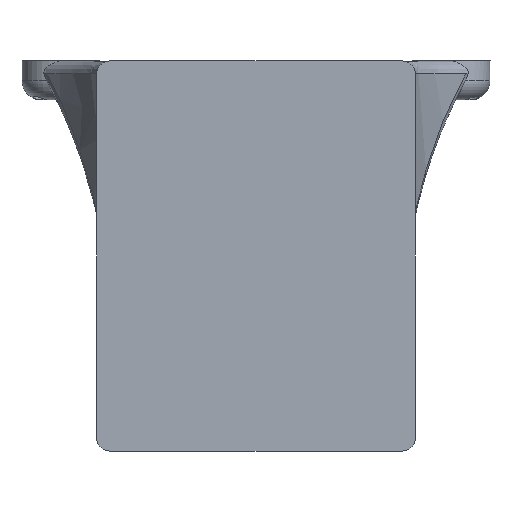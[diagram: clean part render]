
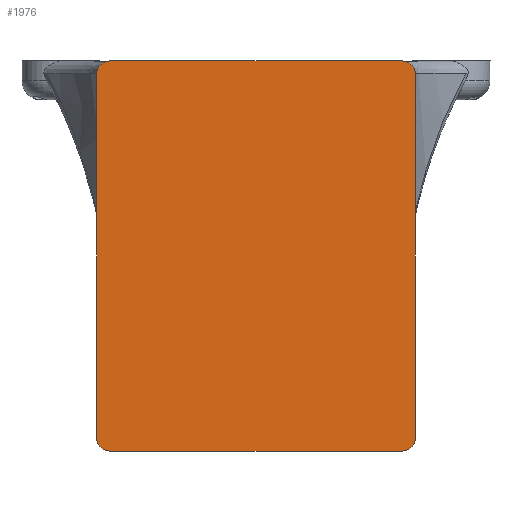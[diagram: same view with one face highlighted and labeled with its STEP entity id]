
A CAD part, front view. The second image highlights one B-rep face of the part: STEP entity #1976.
In plain terms, the highlighted planar face has unit normal (0, -1, 0).
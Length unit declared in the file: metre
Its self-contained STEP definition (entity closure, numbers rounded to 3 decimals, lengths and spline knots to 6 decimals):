
#75=LINE('',#4260,#155);
#76=LINE('',#4265,#156);
#77=LINE('',#4269,#157);
#78=LINE('',#4273,#158);
#155=VECTOR('',#2757,1.);
#156=VECTOR('',#2760,1.);
#157=VECTOR('',#2763,1.);
#158=VECTOR('',#2766,1.);
#333=PLANE('',#2314);
#696=ORIENTED_EDGE('',*,*,#1080,.F.);
#697=ORIENTED_EDGE('',*,*,#1081,.T.);
#698=ORIENTED_EDGE('',*,*,#1082,.T.);
#699=ORIENTED_EDGE('',*,*,#1083,.T.);
#700=ORIENTED_EDGE('',*,*,#1084,.T.);
#701=ORIENTED_EDGE('',*,*,#1085,.T.);
#702=ORIENTED_EDGE('',*,*,#1086,.F.);
#703=ORIENTED_EDGE('',*,*,#1087,.T.);
#1080=EDGE_CURVE('',#1303,#1304,#75,.T.);
#1081=EDGE_CURVE('',#1303,#1305,#1426,.T.);
#1082=EDGE_CURVE('',#1305,#1306,#76,.T.);
#1083=EDGE_CURVE('',#1306,#1307,#1427,.T.);
#1084=EDGE_CURVE('',#1307,#1308,#77,.T.);
#1085=EDGE_CURVE('',#1308,#1309,#1428,.T.);
#1086=EDGE_CURVE('',#1310,#1309,#78,.T.);
#1087=EDGE_CURVE('',#1310,#1304,#1429,.T.);
#1303=VERTEX_POINT('',#4261);
#1304=VERTEX_POINT('',#4262);
#1305=VERTEX_POINT('',#4264);
#1306=VERTEX_POINT('',#4266);
#1307=VERTEX_POINT('',#4268);
#1308=VERTEX_POINT('',#4270);
#1309=VERTEX_POINT('',#4272);
#1310=VERTEX_POINT('',#4274);
#1426=CIRCLE('',#2315,0.002);
#1427=CIRCLE('',#2316,0.002);
#1428=CIRCLE('',#2317,0.002);
#1429=CIRCLE('',#2318,0.002);
#1587=EDGE_LOOP('',(#696,#697,#698,#699,#700,#701,#702,#703));
#1779=FACE_BOUND('',#1587,.T.);
#1976=ADVANCED_FACE('',(#1779),#333,.T.);
#2314=AXIS2_PLACEMENT_3D('',#4259,#2755,#2756);
#2315=AXIS2_PLACEMENT_3D('',#4263,#2758,#2759);
#2316=AXIS2_PLACEMENT_3D('',#4267,#2761,#2762);
#2317=AXIS2_PLACEMENT_3D('',#4271,#2764,#2765);
#2318=AXIS2_PLACEMENT_3D('',#4275,#2767,#2768);
#2755=DIRECTION('',(0.,-1.,0.));
#2756=DIRECTION('',(0.,0.,-1.));
#2757=DIRECTION('',(0.,0.,1.));
#2758=DIRECTION('',(0.,-1.,0.));
#2759=DIRECTION('',(0.,0.,-1.));
#2760=DIRECTION('',(1.,0.,0.));
#2761=DIRECTION('',(0.,-1.,0.));
#2762=DIRECTION('',(0.,0.,-1.));
#2763=DIRECTION('',(0.,0.,1.));
#2764=DIRECTION('',(0.,-1.,0.));
#2765=DIRECTION('',(0.,0.,-1.));
#2766=DIRECTION('',(1.,0.,0.));
#2767=DIRECTION('',(0.,-1.,0.));
#2768=DIRECTION('',(0.,0.,-1.));
#4259=CARTESIAN_POINT('',(0.01125,0.,-0.06));
#4260=CARTESIAN_POINT('',(-0.0245,0.,-0.06));
#4261=CARTESIAN_POINT('',(-0.0245,0.,-0.058));
#4262=CARTESIAN_POINT('',(-0.0245,0.,-0.002));
#4263=CARTESIAN_POINT('',(-0.0225,0.,-0.058));
#4264=CARTESIAN_POINT('',(-0.0225,0.,-0.06));
#4265=CARTESIAN_POINT('',(0.01125,0.,-0.06));
#4266=CARTESIAN_POINT('',(0.0225,0.,-0.06));
#4267=CARTESIAN_POINT('',(0.0225,0.,-0.058));
#4268=CARTESIAN_POINT('',(0.0245,0.,-0.058));
#4269=CARTESIAN_POINT('',(0.0245,0.,-0.06));
#4270=CARTESIAN_POINT('',(0.0245,0.,-0.002));
#4271=CARTESIAN_POINT('',(0.0225,0.,-0.002));
#4272=CARTESIAN_POINT('',(0.0225,0.,0.));
#4273=CARTESIAN_POINT('',(0.01125,0.,0.));
#4274=CARTESIAN_POINT('',(-0.0225,0.,0.));
#4275=CARTESIAN_POINT('',(-0.0225,0.,-0.002));
